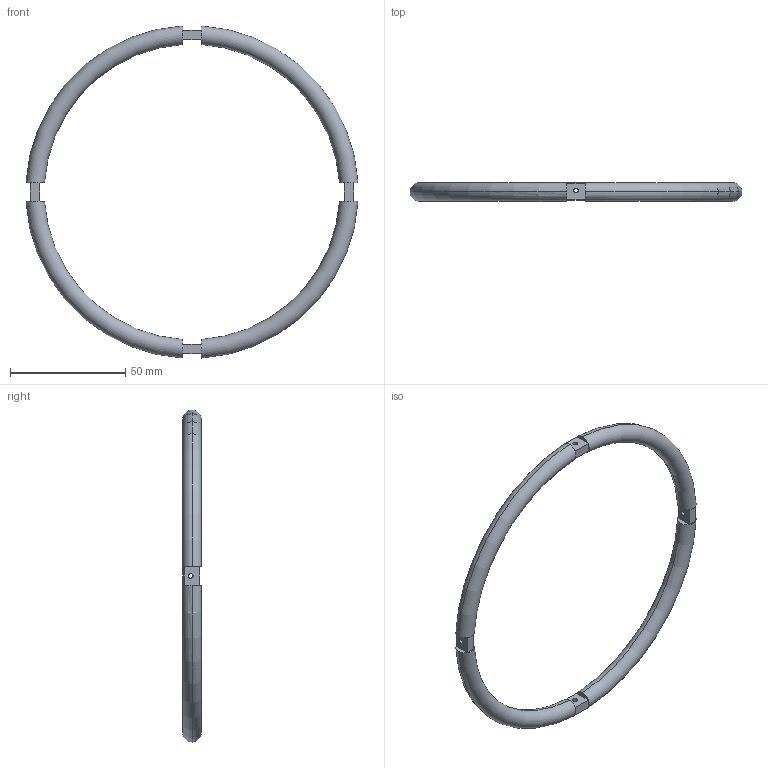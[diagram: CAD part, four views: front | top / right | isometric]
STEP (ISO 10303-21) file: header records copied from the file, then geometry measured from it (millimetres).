
FILE_DESCRIPTION (( 'STEP AP203' ), '1' );
FILE_NAME ('SE_01_2_4001.STEP', '2020-10-21T11:00:00', ( '' ), ( '' ), 'SwSTEP 2.0', 'SolidWorks 2017', '' );
FILE_SCHEMA (( 'CONFIG_CONTROL_DESIGN' ));
Length unit declared in the file: millimetre
Products named in the file (1): SE_01_2_4001
Bounding box: 143.78 x 8 x 143.78 mm (x, y, z)
Volume: 20741 mm3; surface area: 10881.7 mm2
Topology: 1 solids, 1 shells, 42 faces, 110 edges, 68 vertices
Faces by surface type: plane 28, cylinder 8, torus 6
Entity records: 1859 total; most frequent: CARTESIAN_POINT 799, ORIENTED_EDGE 220, DIRECTION 178, EDGE_CURVE 110, AXIS2_PLACEMENT_3D 69, VERTEX_POINT 68, EDGE_LOOP 50, B_SPLINE_CURVE_WITH_KNOTS 44
